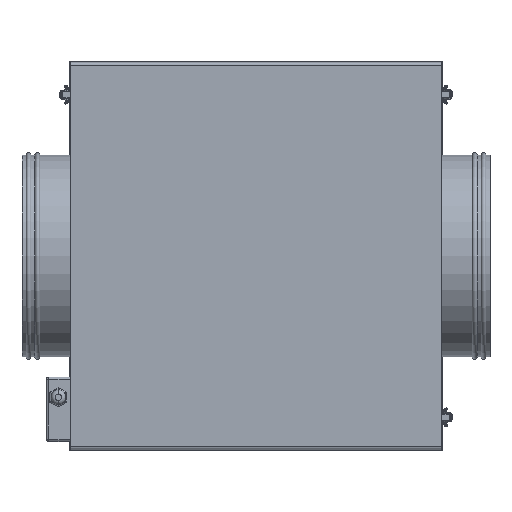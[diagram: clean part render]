
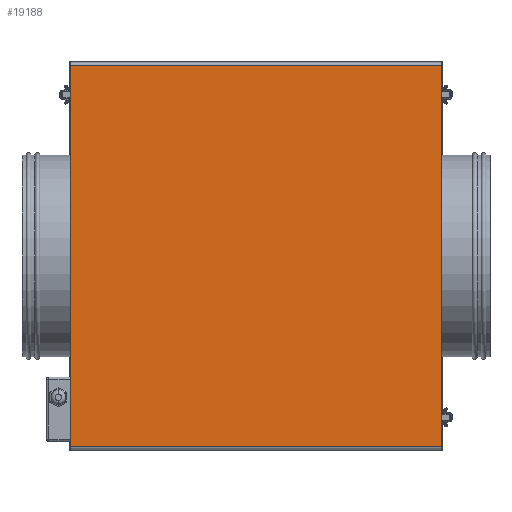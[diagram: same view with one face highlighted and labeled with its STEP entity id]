
A CAD part, front view. The second image highlights one B-rep face of the part: STEP entity #19188.
In plain terms, the highlighted planar face has unit normal (0, -1, 0).
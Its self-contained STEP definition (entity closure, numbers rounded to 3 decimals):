
#10155 = CARTESIAN_POINT ( 'NONE',  ( -230., 0., 476.263 ) ) ;
#10320 = LINE ( 'NONE', #10382, #10381 ) ;
#10321 = CARTESIAN_POINT ( 'NONE',  ( -230., 0., 3.737 ) ) ;
#10380 = DIRECTION ( 'NONE',  ( 0., 0., -1. ) ) ;
#10381 = VECTOR ( 'NONE', #10380, 1000. ) ;
#10382 = CARTESIAN_POINT ( 'NONE',  ( -230., 0., 480. ) ) ;
#10592 = DIRECTION ( 'NONE',  ( 0., 0., 1. ) ) ;
#10593 = VECTOR ( 'NONE', #10592, 1000. ) ;
#10594 = CARTESIAN_POINT ( 'NONE',  ( 230., 0., 480. ) ) ;
#10595 = LINE ( 'NONE', #10594, #10593 ) ;
#10597 = CARTESIAN_POINT ( 'NONE',  ( 230., 0., 3.737 ) ) ;
#10598 = DIRECTION ( 'NONE',  ( -1., 0., 0. ) ) ;
#10599 = VECTOR ( 'NONE', #10598, 1000. ) ;
#10600 = CARTESIAN_POINT ( 'NONE',  ( -230., 0., 3.737 ) ) ;
#10601 = LINE ( 'NONE', #10600, #10599 ) ;
#10613 = FACE_OUTER_BOUND ( 'NONE', #19189, .T. ) ;
#10653 = DIRECTION ( 'NONE',  ( 0., 0., 1. ) ) ;
#10654 = DIRECTION ( 'NONE',  ( 0., 1., 0. ) ) ;
#10655 = CARTESIAN_POINT ( 'NONE',  ( -230., 0., 480. ) ) ;
#10656 = AXIS2_PLACEMENT_3D ( 'NONE', #10655, #10654, #10653 ) ;
#10658 = PLANE ( 'NONE',  #10656 ) ;
#10856 = CARTESIAN_POINT ( 'NONE',  ( 230., 0., 476.263 ) ) ;
#10857 = DIRECTION ( 'NONE',  ( -1., 0., 0. ) ) ;
#10858 = VECTOR ( 'NONE', #10857, 1000. ) ;
#10859 = CARTESIAN_POINT ( 'NONE',  ( 230., 0., 476.263 ) ) ;
#10860 = LINE ( 'NONE', #10859, #10858 ) ;
#19010 = VERTEX_POINT ( 'NONE', #10155 ) ;
#19078 = VERTEX_POINT ( 'NONE', #10321 ) ;
#19080 = EDGE_CURVE ( 'NONE', #19010, #19078, #10320, .T. ) ;
#19168 = ORIENTED_EDGE ( 'NONE', *, *, #19169, .F. ) ;
#19169 = EDGE_CURVE ( 'NONE', #19170, #19078, #10601, .T. ) ;
#19170 = VERTEX_POINT ( 'NONE', #10597 ) ;
#19171 = ORIENTED_EDGE ( 'NONE', *, *, #19172, .T. ) ;
#19172 = EDGE_CURVE ( 'NONE', #19170, #19246, #10595, .T. ) ;
#19188 = ADVANCED_FACE ( 'NONE', ( #10613 ), #10658, .F. ) ;
#19189 = EDGE_LOOP ( 'NONE', ( #19190, #19247, #19168, #19171 ) ) ;
#19190 = ORIENTED_EDGE ( 'NONE', *, *, #19245, .T. ) ;
#19245 = EDGE_CURVE ( 'NONE', #19246, #19010, #10860, .T. ) ;
#19246 = VERTEX_POINT ( 'NONE', #10856 ) ;
#19247 = ORIENTED_EDGE ( 'NONE', *, *, #19080, .T. ) ;
